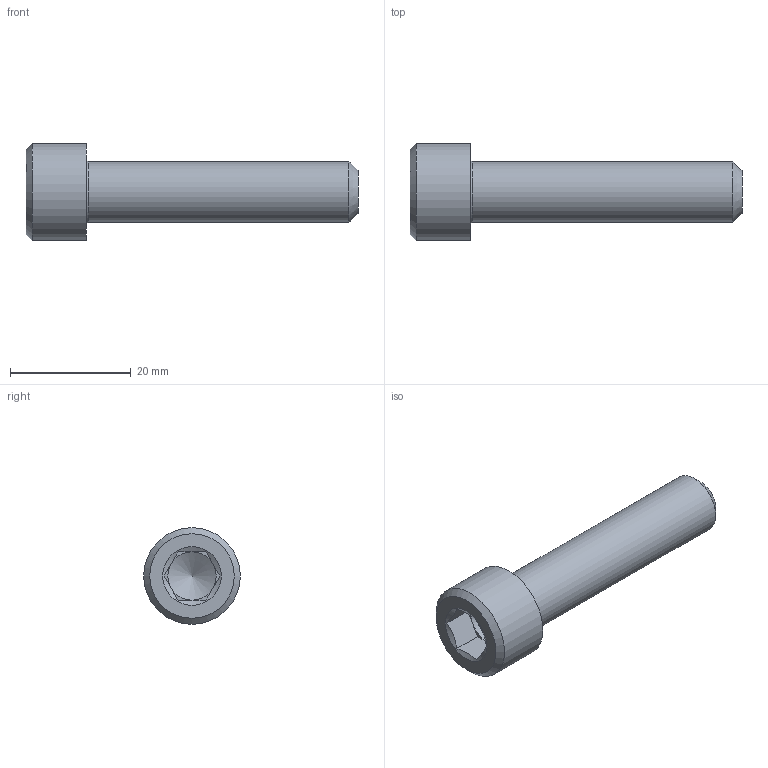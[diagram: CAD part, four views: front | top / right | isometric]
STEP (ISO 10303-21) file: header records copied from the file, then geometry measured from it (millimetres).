
FILE_DESCRIPTION(('STEP AP203'), '1');
FILE_NAME('PLib_Screw_GOST_11738_1500', '', ('UNSPECIFIED'), ('UNSPECIFIED'), 'C3D Converter', 'C3D Toolkit', '');
FILE_SCHEMA(('CONFIG_CONTROL_DESIGN'));
Length unit declared in the file: millimetre
Bounding box: 55 x 16 x 16 mm (x, y, z)
Volume: 5120.4 mm3; surface area: 2416 mm2
Topology: 1 solids, 1 shells, 23 faces, 49 edges, 29 vertices
Faces by surface type: plane 15, cone 4, cylinder 3, torus 1
Full cylindrical faces by diameter (mm): 8 x1, 10 x1, 16 x1
Entity records: 1027 total; most frequent: CARTESIAN_POINT 350, DIRECTION 98, ORIENTED_EDGE 80, AXIS2_PLACEMENT_3D 40, EDGE_CURVE 40, EDGE_LOOP 32, VERTEX_POINT 28, COLOUR_RGB 24
